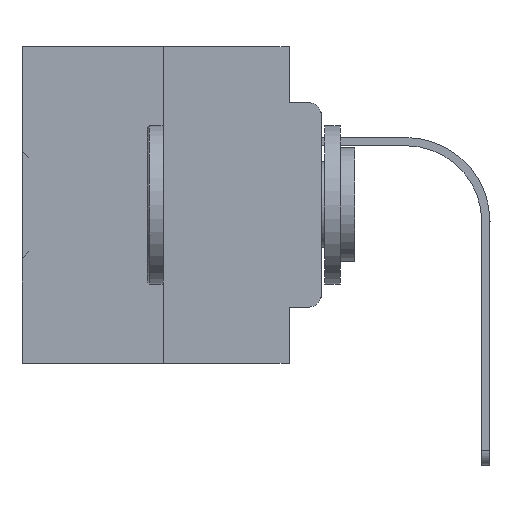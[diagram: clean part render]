
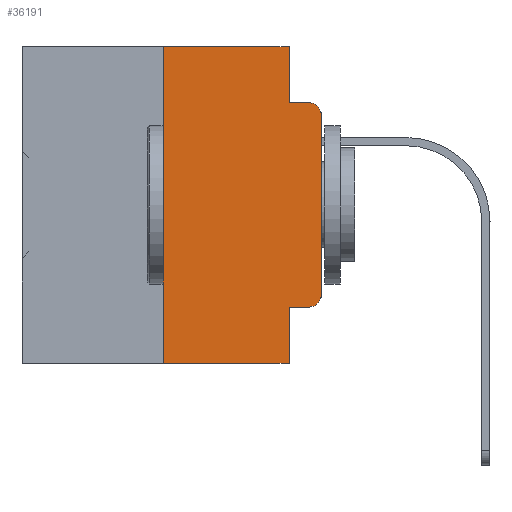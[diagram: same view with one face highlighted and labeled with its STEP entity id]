
A CAD part, left-side view. The second image highlights one B-rep face of the part: STEP entity #36191.
In plain terms, the highlighted planar face has unit normal (-1, 0, 0).
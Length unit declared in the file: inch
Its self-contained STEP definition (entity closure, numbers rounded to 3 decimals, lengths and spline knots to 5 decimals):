
#40 = CARTESIAN_POINT ( 'NONE',  ( 0., 0.25, 0. ) ) ;
#271 = CARTESIAN_POINT ( 'NONE',  ( 0., 0., -0.1085 ) ) ;
#293 = CIRCLE ( 'NONE', #8901, 0.02 ) ;
#362 = LINE ( 'NONE', #11704, #37613 ) ;
#553 = VERTEX_POINT ( 'NONE', #33550 ) ;
#1252 = VECTOR ( 'NONE', #3115, 39.37008 ) ;
#1365 = DIRECTION ( 'NONE',  ( 0., 0., 1. ) ) ;
#1643 = EDGE_CURVE ( 'NONE', #27526, #29356, #362, .T. ) ;
#1854 = LINE ( 'NONE', #13567, #13855 ) ;
#2387 = VERTEX_POINT ( 'NONE', #26178 ) ;
#3115 = DIRECTION ( 'NONE',  ( 0., 0., -1. ) ) ;
#3367 = DIRECTION ( 'NONE',  ( 1., 0., 0. ) ) ;
#3802 = VECTOR ( 'NONE', #16947, 39.37008 ) ;
#5334 = EDGE_CURVE ( 'NONE', #6121, #33640, #25651, .T. ) ;
#6121 = VERTEX_POINT ( 'NONE', #271 ) ;
#6228 = EDGE_CURVE ( 'NONE', #8694, #2387, #25150, .T. ) ;
#6658 = CARTESIAN_POINT ( 'NONE',  ( 0., 0.02, -0.1085 ) ) ;
#6719 = ORIENTED_EDGE ( 'NONE', *, *, #5334, .T. ) ;
#7354 = EDGE_CURVE ( 'NONE', #32863, #553, #28343, .T. ) ;
#7875 = CARTESIAN_POINT ( 'NONE',  ( 0., 0.051, -0.4115 ) ) ;
#8069 = LINE ( 'NONE', #24785, #3802 ) ;
#8373 = FACE_OUTER_BOUND ( 'NONE', #34870, .T. ) ;
#8694 = VERTEX_POINT ( 'NONE', #16907 ) ;
#8901 = AXIS2_PLACEMENT_3D ( 'NONE', #26845, #36071, #18430 ) ;
#9049 = VERTEX_POINT ( 'NONE', #10703 ) ;
#9154 = VECTOR ( 'NONE', #1365, 39.37008 ) ;
#10480 = ORIENTED_EDGE ( 'NONE', *, *, #15449, .T. ) ;
#10703 = CARTESIAN_POINT ( 'NONE',  ( 0., 0., -0.3915 ) ) ;
#11704 = CARTESIAN_POINT ( 'NONE',  ( 0., 0.473, -0.5 ) ) ;
#11825 = PLANE ( 'NONE',  #21614 ) ;
#12255 = DIRECTION ( 'NONE',  ( 0., -1., 0. ) ) ;
#12279 = CARTESIAN_POINT ( 'NONE',  ( 0., 0.051, 0. ) ) ;
#13333 = EDGE_CURVE ( 'NONE', #33179, #32863, #8069, .T. ) ;
#13567 = CARTESIAN_POINT ( 'NONE',  ( 0., 0.25, 0. ) ) ;
#13855 = VECTOR ( 'NONE', #33695, 39.37008 ) ;
#14392 = ORIENTED_EDGE ( 'NONE', *, *, #1643, .T. ) ;
#14768 = CARTESIAN_POINT ( 'NONE',  ( 0., 0.02, -0.0885 ) ) ;
#14839 = AXIS2_PLACEMENT_3D ( 'NONE', #6658, #23757, #20883 ) ;
#15449 = EDGE_CURVE ( 'NONE', #2387, #9049, #293, .T. ) ;
#16907 = CARTESIAN_POINT ( 'NONE',  ( 0., 0.051, -0.4115 ) ) ;
#16947 = DIRECTION ( 'NONE',  ( 0., -1., 0. ) ) ;
#17342 = CARTESIAN_POINT ( 'NONE',  ( 0., 0.051, -0.5 ) ) ;
#17754 = CARTESIAN_POINT ( 'NONE',  ( 0., 0.051, 0. ) ) ;
#17992 = DIRECTION ( 'NONE',  ( 0., -1., 0. ) ) ;
#18429 = ORIENTED_EDGE ( 'NONE', *, *, #13333, .F. ) ;
#18430 = DIRECTION ( 'NONE',  ( 0., 0., -1. ) ) ;
#18668 = ORIENTED_EDGE ( 'NONE', *, *, #34627, .F. ) ;
#19436 = DIRECTION ( 'NONE',  ( 0., -1., 0. ) ) ;
#20036 = LINE ( 'NONE', #26714, #1252 ) ;
#20525 = EDGE_CURVE ( 'NONE', #553, #33640, #32543, .T. ) ;
#20700 = ORIENTED_EDGE ( 'NONE', *, *, #30568, .F. ) ;
#20883 = DIRECTION ( 'NONE',  ( 0., 0., -1. ) ) ;
#21614 = AXIS2_PLACEMENT_3D ( 'NONE', #28894, #3367, #37730 ) ;
#22261 = ORIENTED_EDGE ( 'NONE', *, *, #6228, .T. ) ;
#23670 = VECTOR ( 'NONE', #19436, 39.37008 ) ;
#23757 = DIRECTION ( 'NONE',  ( -1., 0., 0. ) ) ;
#23966 = DIRECTION ( 'NONE',  ( 0., 0., -1. ) ) ;
#24785 = CARTESIAN_POINT ( 'NONE',  ( 0., 0.473, 0. ) ) ;
#25150 = LINE ( 'NONE', #7875, #23670 ) ;
#25651 = CIRCLE ( 'NONE', #14839, 0.02 ) ;
#26178 = CARTESIAN_POINT ( 'NONE',  ( 0., 0.02, -0.4115 ) ) ;
#26714 = CARTESIAN_POINT ( 'NONE',  ( 0., 0.051, 0. ) ) ;
#26845 = CARTESIAN_POINT ( 'NONE',  ( 0., 0.02, -0.3915 ) ) ;
#26856 = ORIENTED_EDGE ( 'NONE', *, *, #20525, .F. ) ;
#27353 = CARTESIAN_POINT ( 'NONE',  ( 0., 0.25, -0.5 ) ) ;
#27526 = VERTEX_POINT ( 'NONE', #27353 ) ;
#28343 = LINE ( 'NONE', #12279, #34201 ) ;
#28894 = CARTESIAN_POINT ( 'NONE',  ( 0., 0.473, 0. ) ) ;
#29356 = VERTEX_POINT ( 'NONE', #17342 ) ;
#29485 = CARTESIAN_POINT ( 'NONE',  ( 0., 0.051, -0.0885 ) ) ;
#30531 = CARTESIAN_POINT ( 'NONE',  ( 0., 0., 0. ) ) ;
#30568 = EDGE_CURVE ( 'NONE', #27526, #33179, #1854, .T. ) ;
#32543 = LINE ( 'NONE', #29485, #32785 ) ;
#32785 = VECTOR ( 'NONE', #17992, 39.37008 ) ;
#32863 = VERTEX_POINT ( 'NONE', #17754 ) ;
#33179 = VERTEX_POINT ( 'NONE', #40 ) ;
#33480 = EDGE_CURVE ( 'NONE', #9049, #6121, #36499, .T. ) ;
#33550 = CARTESIAN_POINT ( 'NONE',  ( 0., 0.051, -0.0885 ) ) ;
#33640 = VERTEX_POINT ( 'NONE', #14768 ) ;
#33695 = DIRECTION ( 'NONE',  ( 0., 0., 1. ) ) ;
#34201 = VECTOR ( 'NONE', #23966, 39.37008 ) ;
#34627 = EDGE_CURVE ( 'NONE', #8694, #29356, #20036, .T. ) ;
#34870 = EDGE_LOOP ( 'NONE', ( #37428, #6719, #26856, #37444, #18429, #20700, #14392, #18668, #22261, #10480 ) ) ;
#36071 = DIRECTION ( 'NONE',  ( -1., 0., 0. ) ) ;
#36191 = ADVANCED_FACE ( 'NONE', ( #8373 ), #11825, .F. ) ;
#36499 = LINE ( 'NONE', #30531, #9154 ) ;
#37428 = ORIENTED_EDGE ( 'NONE', *, *, #33480, .T. ) ;
#37444 = ORIENTED_EDGE ( 'NONE', *, *, #7354, .F. ) ;
#37613 = VECTOR ( 'NONE', #12255, 39.37008 ) ;
#37730 = DIRECTION ( 'NONE',  ( 0., 0., -1. ) ) ;
